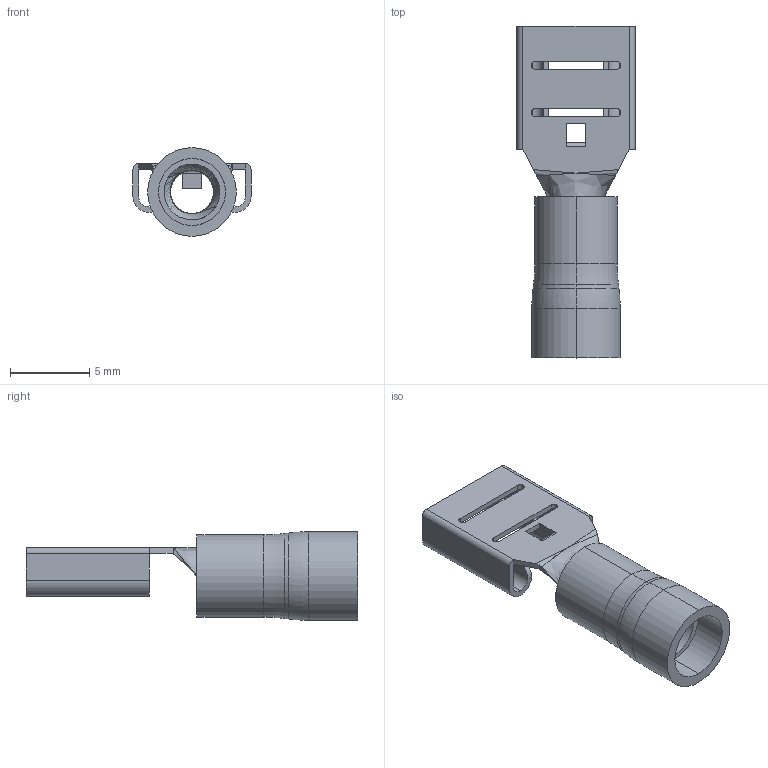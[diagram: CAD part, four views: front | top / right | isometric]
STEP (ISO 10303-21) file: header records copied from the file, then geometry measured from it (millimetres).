
FILE_DESCRIPTION (( 'STEP AP214' ), '1' );
FILE_NAME ('V70FH004005.step', '2017-09-28T13:19:03', ( '' ), ( '' ), 'SwSTEP 2.0', 'SolidWorks 2017', '' );
FILE_SCHEMA (( 'AUTOMOTIVE_DESIGN' ));
Length unit declared in the file: millimetre
Products named in the file (1): V70FH004005
Bounding box: 7.46 x 20.98 x 5.6 mm (x, y, z)
Volume: 194.3 mm3; surface area: 820.8 mm2
Topology: 2 solids, 2 shells, 102 faces, 275 edges, 172 vertices
Faces by surface type: cylinder 44, plane 36, bspline 12, cone 6, torus 4
Entity records: 4201 total; most frequent: CARTESIAN_POINT 1498, ORIENTED_EDGE 542, DIRECTION 478, EDGE_CURVE 271, AXIS2_PLACEMENT_3D 175, VERTEX_POINT 172, VECTOR 128, LINE 128
